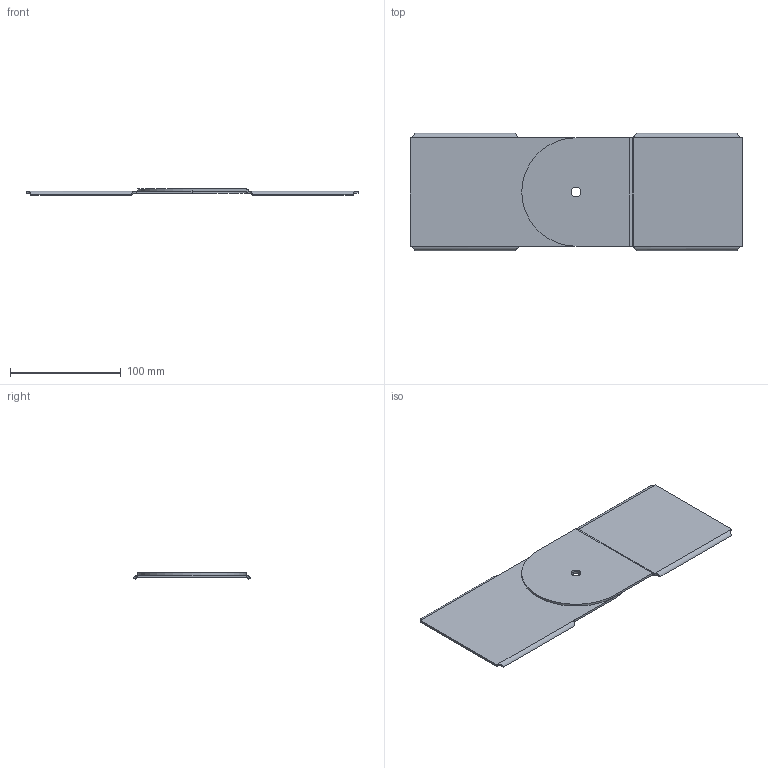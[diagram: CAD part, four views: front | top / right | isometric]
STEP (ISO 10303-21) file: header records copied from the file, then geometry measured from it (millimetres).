
FILE_DESCRIPTION((''),'2;1');
FILE_NAME('7082436_ASM','2013-11-28T',('AndreasKeweloh'),(''),'PRO/ENGINEER BY PARAMETRIC TECHNOLOGY CORPORATION, 2012360','PRO/ENGINEER BY PARAMETRIC TECHNOLOGY CORPORATION, 2012360','');
FILE_SCHEMA(('CONFIG_CONTROL_DESIGN'));
Length unit declared in the file: millimetre
Products named in the file (3): 7082436_VERBINDERTEIL_GLATT; 7082436VERBINDERTEIL_GEKR_; 7082436_ASM
Assembly tree (2 placements, depth 2):
  7082436_ASM
    7082436_VERBINDERTEIL_GLATT
    7082436VERBINDERTEIL_GEKR_
Bounding box: 300 x 105.75 x 5.5 mm (x, y, z)
Volume: 76744.8 mm3; surface area: 79101.8 mm2
Topology: 2 solids, 2 shells, 56 faces, 130 edges, 76 vertices
Faces by surface type: plane 20, cylinder 18, bspline 14, torus 4
Entity records: 4527 total; most frequent: CARTESIAN_POINT 3262, ORIENTED_EDGE 256, DIRECTION 218, EDGE_CURVE 128, VECTOR 76, LINE 76, VERTEX_POINT 76, AXIS2_PLACEMENT_3D 71
